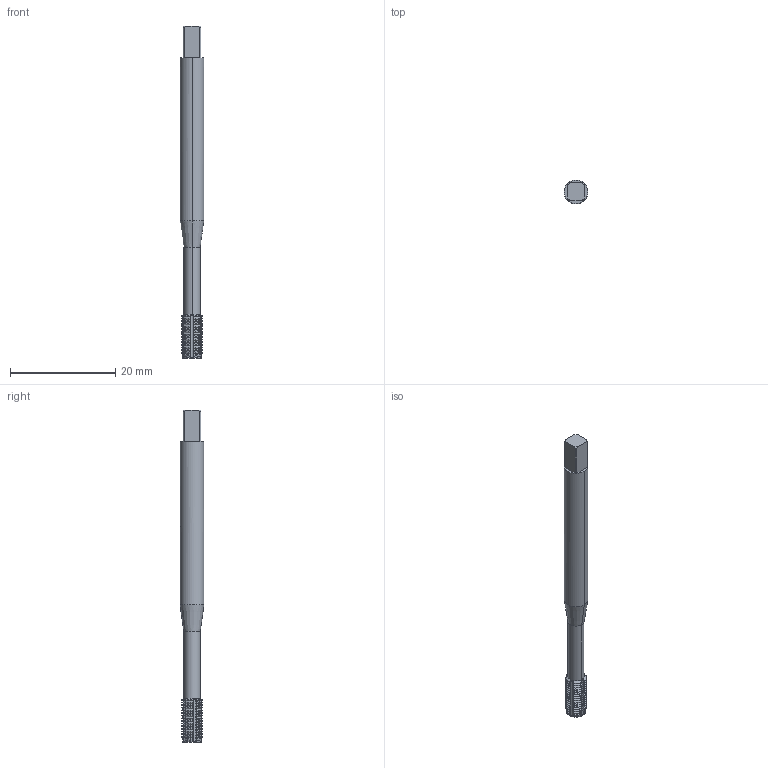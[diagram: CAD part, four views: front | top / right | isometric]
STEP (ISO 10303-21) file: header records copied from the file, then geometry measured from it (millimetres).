
FILE_DESCRIPTION(('no description'),'unknown implementation level');
FILE_NAME('solidI9clkoSUpbRgUG0cvrs9fIQnNB8_1.STP',' ',('CIM GmbH Aachen'),('CADClick - KiM GmbH - www.kimweb.de'),'unknown preprocess','ACIS','unknown authorization');
FILE_SCHEMA(('automotive_design'));
Length unit declared in the file: millimetre
Products named in the file (2): 1; 2
Bounding box: 4.5 x 4.5 x 63 mm (x, y, z)
Volume: 798.7 mm3; surface area: 1044.2 mm2
Topology: 2 solids, 2 shells, 663 faces, 1901 edges, 1242 vertices
Faces by surface type: cone 264, cylinder 222, plane 167, torus 10
Entity records: 45120 total; most frequent: CARTESIAN_POINT 6964, STYLED_ITEM 3808, PRESENTATION_STYLE_ASSIGNMENT 3808, COLOUR_RGB 3808, ORIENTED_EDGE 3802, DIRECTION 3416, EDGE_CURVE 1901, CURVE_STYLE 1901
